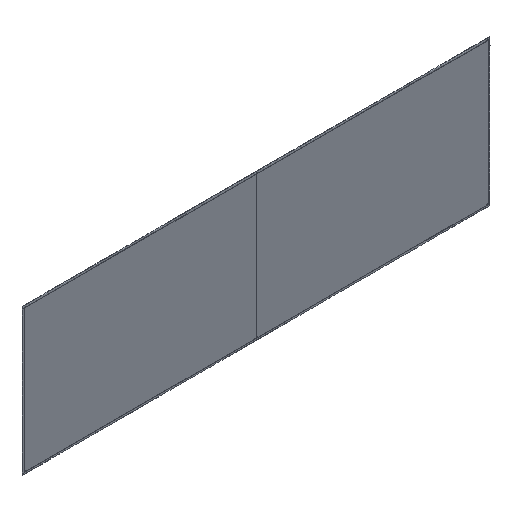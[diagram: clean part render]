
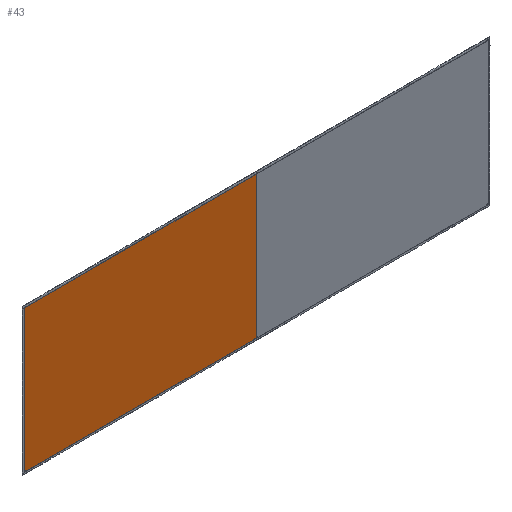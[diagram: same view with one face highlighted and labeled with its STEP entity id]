
A CAD part, isometric view. The second image highlights one B-rep face of the part: STEP entity #43.
In plain terms, the highlighted planar face has unit normal (0, -1, 0).
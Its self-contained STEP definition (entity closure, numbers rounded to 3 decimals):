
#43=ADVANCED_FACE($,(#73),#325,.T.);
#73=FACE_OUTER_BOUND($,#103,.T.);
#103=EDGE_LOOP($,(#179,#180,#181,#182));
#179=ORIENTED_EDGE($,*,*,#246,.T.);
#180=ORIENTED_EDGE($,*,*,#258,.T.);
#181=ORIENTED_EDGE($,*,*,#254,.T.);
#182=ORIENTED_EDGE($,*,*,#253,.T.);
#246=EDGE_CURVE($,#289,#290,#360,.T.);
#253=EDGE_CURVE($,#293,#289,#367,.T.);
#254=EDGE_CURVE($,#294,#293,#368,.T.);
#258=EDGE_CURVE($,#290,#294,#372,.T.);
#289=VERTEX_POINT($,#2768);
#290=VERTEX_POINT($,#2769);
#293=VERTEX_POINT($,#2772);
#294=VERTEX_POINT($,#2773);
#325=PLANE($,#485);
#360=B_SPLINE_CURVE_WITH_KNOTS($,3,(#2720,#2721,#2722,#2723),.UNSPECIFIED.,
.F.,.F.,(4,4),(-485.997,0.),.UNSPECIFIED.);
#367=B_SPLINE_CURVE_WITH_KNOTS($,1,(#2740,#2741),.UNSPECIFIED.,.F.,.F.,(2,
2),(1871.994,2664.993),.UNSPECIFIED.);
#368=B_SPLINE_CURVE_WITH_KNOTS($,1,(#2742,#2743),.UNSPECIFIED.,.F.,.F.,(2,
2),(1385.997,1871.994),.UNSPECIFIED.);
#372=B_SPLINE_CURVE_WITH_KNOTS($,1,(#2750,#2751),.UNSPECIFIED.,.F.,.F.,(2,
2),(592.999,1385.997),.UNSPECIFIED.);
#485=AXIS2_PLACEMENT_3D($,#2758,#507,$);
#507=DIRECTION($,(0.,-1.,0.));
#2720=CARTESIAN_POINT($,(117.959,-61.128,-60.717));
#2721=CARTESIAN_POINT($,(117.959,-61.128,101.282));
#2722=CARTESIAN_POINT($,(117.959,-61.128,263.282));
#2723=CARTESIAN_POINT($,(117.959,-61.128,425.281));
#2740=CARTESIAN_POINT($,(-675.04,-61.128,-60.717));
#2741=CARTESIAN_POINT($,(117.959,-61.128,-60.717));
#2742=CARTESIAN_POINT($,(-675.04,-61.128,425.281));
#2743=CARTESIAN_POINT($,(-675.04,-61.128,-60.717));
#2750=CARTESIAN_POINT($,(117.959,-61.128,425.281));
#2751=CARTESIAN_POINT($,(-675.04,-61.128,425.281));
#2758=CARTESIAN_POINT($,(-675.04,-61.128,-60.717));
#2768=CARTESIAN_POINT($,(117.959,-61.128,-60.717));
#2769=CARTESIAN_POINT($,(117.959,-61.128,425.281));
#2772=CARTESIAN_POINT($,(-675.04,-61.128,-60.717));
#2773=CARTESIAN_POINT($,(-675.04,-61.128,425.281));
